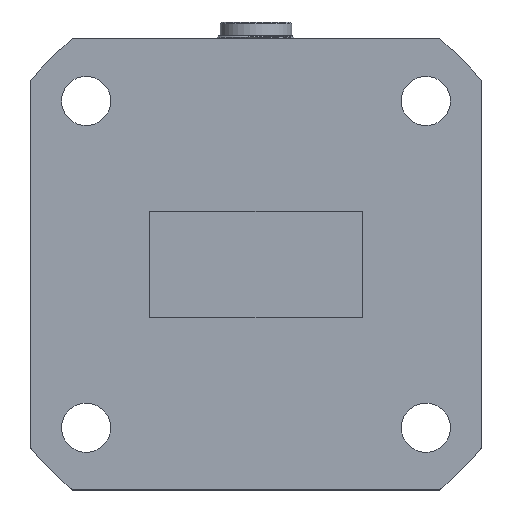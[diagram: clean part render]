
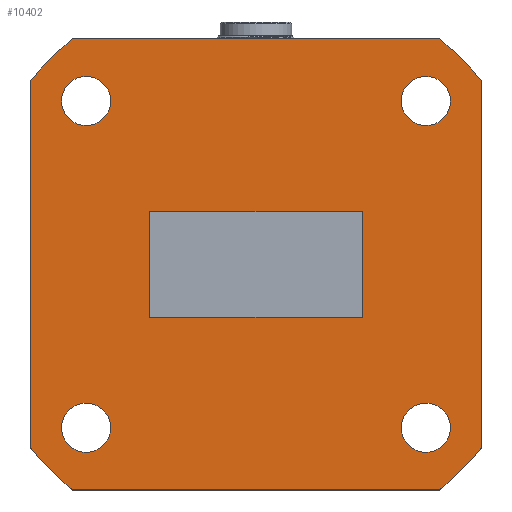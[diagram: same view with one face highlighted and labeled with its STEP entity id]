
A CAD part, top view. The second image highlights one B-rep face of the part: STEP entity #10402.
In plain terms, the highlighted planar face has unit normal (0, 0, 1).
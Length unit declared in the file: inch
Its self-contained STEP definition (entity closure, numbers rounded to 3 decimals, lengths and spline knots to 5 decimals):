
#8 = VECTOR ( 'NONE', #5631, 39.37008 ) ;
#39 = EDGE_CURVE ( 'NONE', #1096, #2333, #2486, .T. ) ;
#65 = EDGE_CURVE ( 'NONE', #205, #205, #3195, .T. ) ;
#150 = ORIENTED_EDGE ( 'NONE', *, *, #65, .F. ) ;
#205 = VERTEX_POINT ( 'NONE', #7951 ) ;
#210 = ORIENTED_EDGE ( 'NONE', *, *, #6863, .F. ) ;
#224 = EDGE_LOOP ( 'NONE', ( #649 ) ) ;
#331 = CARTESIAN_POINT ( 'NONE',  ( -0.66, -0.5372, 0. ) ) ;
#367 = EDGE_CURVE ( 'NONE', #5872, #4552, #10647, .T. ) ;
#461 = DIRECTION ( 'NONE',  ( 1., 0., 0. ) ) ;
#480 = CARTESIAN_POINT ( 'NONE',  ( -0.497, 0.478, 0. ) ) ;
#532 = CARTESIAN_POINT ( 'NONE',  ( -0.66, 0.5372, 0. ) ) ;
#649 = ORIENTED_EDGE ( 'NONE', *, *, #4113, .F. ) ;
#780 = EDGE_LOOP ( 'NONE', ( #210 ) ) ;
#992 = VERTEX_POINT ( 'NONE', #5325 ) ;
#1022 = DIRECTION ( 'NONE',  ( 0., 0., 1. ) ) ;
#1062 = CARTESIAN_POINT ( 'NONE',  ( -0.311, -0.1555, 0. ) ) ;
#1096 = VERTEX_POINT ( 'NONE', #6587 ) ;
#1262 = VERTEX_POINT ( 'NONE', #9017 ) ;
#1337 = CARTESIAN_POINT ( 'NONE',  ( 0., 0., 0. ) ) ;
#1452 = CARTESIAN_POINT ( 'NONE',  ( -0.311, 0.1555, 0. ) ) ;
#1557 = VECTOR ( 'NONE', #11429, 39.37008 ) ;
#1690 = CARTESIAN_POINT ( 'NONE',  ( 0., 0., 0. ) ) ;
#1712 = VECTOR ( 'NONE', #9459, 39.37008 ) ;
#2114 = CARTESIAN_POINT ( 'NONE',  ( -0.311, 0.1555, 0. ) ) ;
#2188 = ORIENTED_EDGE ( 'NONE', *, *, #2768, .T. ) ;
#2312 = CARTESIAN_POINT ( 'NONE',  ( -0.66, -0.66, 0. ) ) ;
#2333 = VERTEX_POINT ( 'NONE', #2114 ) ;
#2350 = DIRECTION ( 'NONE',  ( 1., 0., 0. ) ) ;
#2486 = LINE ( 'NONE', #1062, #8 ) ;
#2542 = CIRCLE ( 'NONE', #9870, 0.85099 ) ;
#2628 = CARTESIAN_POINT ( 'NONE',  ( 0.569, -0.478, 0. ) ) ;
#2655 = ORIENTED_EDGE ( 'NONE', *, *, #6793, .T. ) ;
#2690 = DIRECTION ( 'NONE',  ( 0., 0., -1. ) ) ;
#2768 = EDGE_CURVE ( 'NONE', #2333, #10657, #4071, .T. ) ;
#2917 = VECTOR ( 'NONE', #6864, 39.37008 ) ;
#3176 = CIRCLE ( 'NONE', #6705, 0.072 ) ;
#3188 = LINE ( 'NONE', #2312, #2917 ) ;
#3195 = CIRCLE ( 'NONE', #3246, 0.072 ) ;
#3246 = AXIS2_PLACEMENT_3D ( 'NONE', #8483, #1022, #9467 ) ;
#3353 = DIRECTION ( 'NONE',  ( 0., 0., 1. ) ) ;
#3424 = LINE ( 'NONE', #4860, #1557 ) ;
#3625 = AXIS2_PLACEMENT_3D ( 'NONE', #7265, #2690, #8163 ) ;
#3706 = CIRCLE ( 'NONE', #6907, 0.85099 ) ;
#4025 = DIRECTION ( 'NONE',  ( 0., 1., 0. ) ) ;
#4043 = EDGE_CURVE ( 'NONE', #9525, #9525, #3176, .T. ) ;
#4071 = LINE ( 'NONE', #1452, #8576 ) ;
#4113 = EDGE_CURVE ( 'NONE', #10400, #10400, #7543, .T. ) ;
#4174 = VECTOR ( 'NONE', #4025, 39.37008 ) ;
#4245 = DIRECTION ( 'NONE',  ( 0., -1., 0. ) ) ;
#4410 = CARTESIAN_POINT ( 'NONE',  ( -0.425, 0.478, 0. ) ) ;
#4417 = AXIS2_PLACEMENT_3D ( 'NONE', #1337, #10729, #461 ) ;
#4447 = FACE_BOUND ( 'NONE', #780, .T. ) ;
#4474 = EDGE_CURVE ( 'NONE', #10645, #10657, #11907, .T. ) ;
#4540 = CARTESIAN_POINT ( 'NONE',  ( -0.425, -0.478, 0. ) ) ;
#4552 = VERTEX_POINT ( 'NONE', #331 ) ;
#4582 = DIRECTION ( 'NONE',  ( 0., 0., -1. ) ) ;
#4612 = FACE_BOUND ( 'NONE', #4714, .T. ) ;
#4714 = EDGE_LOOP ( 'NONE', ( #12071, #2188, #11445, #9614 ) ) ;
#4785 = CARTESIAN_POINT ( 'NONE',  ( 0.66, 0.5372, 0. ) ) ;
#4825 = CARTESIAN_POINT ( 'NONE',  ( 0.66, -0.66, 0. ) ) ;
#4855 = AXIS2_PLACEMENT_3D ( 'NONE', #9028, #5062, #8853 ) ;
#4860 = CARTESIAN_POINT ( 'NONE',  ( -0.66, 0.66, 0. ) ) ;
#4953 = DIRECTION ( 'NONE',  ( 0., 0., 1. ) ) ;
#5009 = VERTEX_POINT ( 'NONE', #4540 ) ;
#5062 = DIRECTION ( 'NONE',  ( 0., 0., -1. ) ) ;
#5325 = CARTESIAN_POINT ( 'NONE',  ( 0.66, -0.5372, 0. ) ) ;
#5330 = DIRECTION ( 'NONE',  ( 0., 0., -1. ) ) ;
#5403 = EDGE_LOOP ( 'NONE', ( #8720 ) ) ;
#5602 = FACE_BOUND ( 'NONE', #224, .T. ) ;
#5631 = DIRECTION ( 'NONE',  ( 0., 1., 0. ) ) ;
#5714 = VERTEX_POINT ( 'NONE', #11214 ) ;
#5777 = ORIENTED_EDGE ( 'NONE', *, *, #9407, .T. ) ;
#5780 = EDGE_LOOP ( 'NONE', ( #150 ) ) ;
#5800 = CARTESIAN_POINT ( 'NONE',  ( 0.311, 0.1555, 0. ) ) ;
#5872 = VERTEX_POINT ( 'NONE', #532 ) ;
#5882 = DIRECTION ( 'NONE',  ( 1., 0., 0. ) ) ;
#5927 = CARTESIAN_POINT ( 'NONE',  ( 0.497, -0.478, 0. ) ) ;
#5955 = VECTOR ( 'NONE', #4245, 39.37008 ) ;
#6058 = DIRECTION ( 'NONE',  ( 1., 0., 0. ) ) ;
#6478 = FACE_BOUND ( 'NONE', #5403, .T. ) ;
#6587 = CARTESIAN_POINT ( 'NONE',  ( -0.311, -0.1555, 0. ) ) ;
#6678 = CARTESIAN_POINT ( 'NONE',  ( -0.311, -0.1555, 0. ) ) ;
#6705 = AXIS2_PLACEMENT_3D ( 'NONE', #5927, #7733, #9765 ) ;
#6793 = EDGE_CURVE ( 'NONE', #992, #10703, #9419, .T. ) ;
#6863 = EDGE_CURVE ( 'NONE', #5009, #5009, #10439, .T. ) ;
#6864 = DIRECTION ( 'NONE',  ( 1., 0., 0. ) ) ;
#6873 = CARTESIAN_POINT ( 'NONE',  ( 0.311, -0.1555, 0. ) ) ;
#6896 = ORIENTED_EDGE ( 'NONE', *, *, #7257, .F. ) ;
#6907 = AXIS2_PLACEMENT_3D ( 'NONE', #11688, #5330, #9037 ) ;
#6925 = EDGE_LOOP ( 'NONE', ( #9104, #10937, #11496, #6896, #2655, #7125, #5777, #10660 ) ) ;
#7003 = CARTESIAN_POINT ( 'NONE',  ( -0.66, -0.66, 0. ) ) ;
#7125 = ORIENTED_EDGE ( 'NONE', *, *, #11609, .T. ) ;
#7257 = EDGE_CURVE ( 'NONE', #992, #11792, #7367, .T. ) ;
#7265 = CARTESIAN_POINT ( 'NONE',  ( 0., 0., 0. ) ) ;
#7356 = AXIS2_PLACEMENT_3D ( 'NONE', #7730, #4953, #5882 ) ;
#7367 = CIRCLE ( 'NONE', #4855, 0.85099 ) ;
#7543 = CIRCLE ( 'NONE', #11484, 0.072 ) ;
#7730 = CARTESIAN_POINT ( 'NONE',  ( -0.497, -0.478, 0. ) ) ;
#7733 = DIRECTION ( 'NONE',  ( 0., 0., 1. ) ) ;
#7951 = CARTESIAN_POINT ( 'NONE',  ( 0.569, 0.478, 0. ) ) ;
#8022 = CARTESIAN_POINT ( 'NONE',  ( 0.5372, -0.66, 0. ) ) ;
#8056 = EDGE_CURVE ( 'NONE', #9798, #11792, #3188, .T. ) ;
#8163 = DIRECTION ( 'NONE',  ( -1., 0., 0. ) ) ;
#8194 = CARTESIAN_POINT ( 'NONE',  ( -0.5372, -0.66, 0. ) ) ;
#8401 = EDGE_CURVE ( 'NONE', #1096, #10645, #11890, .T. ) ;
#8483 = CARTESIAN_POINT ( 'NONE',  ( 0.497, 0.478, 0. ) ) ;
#8576 = VECTOR ( 'NONE', #6058, 39.37008 ) ;
#8720 = ORIENTED_EDGE ( 'NONE', *, *, #4043, .F. ) ;
#8814 = CIRCLE ( 'NONE', #4417, 0.85099 ) ;
#8853 = DIRECTION ( 'NONE',  ( -1., 0., 0. ) ) ;
#9017 = CARTESIAN_POINT ( 'NONE',  ( 0.5372, 0.66, 0. ) ) ;
#9028 = CARTESIAN_POINT ( 'NONE',  ( 0., 0., 0. ) ) ;
#9037 = DIRECTION ( 'NONE',  ( -1., 0., 0. ) ) ;
#9104 = ORIENTED_EDGE ( 'NONE', *, *, #367, .T. ) ;
#9148 = PLANE ( 'NONE',  #3625 ) ;
#9407 = EDGE_CURVE ( 'NONE', #1262, #5714, #3424, .T. ) ;
#9419 = LINE ( 'NONE', #4825, #4174 ) ;
#9459 = DIRECTION ( 'NONE',  ( 1., 0., 0. ) ) ;
#9467 = DIRECTION ( 'NONE',  ( 1., 0., 0. ) ) ;
#9525 = VERTEX_POINT ( 'NONE', #2628 ) ;
#9614 = ORIENTED_EDGE ( 'NONE', *, *, #8401, .F. ) ;
#9617 = DIRECTION ( 'NONE',  ( 0., 1., 0. ) ) ;
#9765 = DIRECTION ( 'NONE',  ( 1., 0., 0. ) ) ;
#9798 = VERTEX_POINT ( 'NONE', #8194 ) ;
#9870 = AXIS2_PLACEMENT_3D ( 'NONE', #1690, #4582, #11049 ) ;
#10270 = FACE_BOUND ( 'NONE', #5780, .T. ) ;
#10400 = VERTEX_POINT ( 'NONE', #4410 ) ;
#10402 = ADVANCED_FACE ( 'NONE', ( #6478, #4447, #5602, #10270, #11164, #4612 ), #9148, .F. ) ;
#10439 = CIRCLE ( 'NONE', #7356, 0.072 ) ;
#10645 = VERTEX_POINT ( 'NONE', #11234 ) ;
#10647 = LINE ( 'NONE', #7003, #5955 ) ;
#10657 = VERTEX_POINT ( 'NONE', #5800 ) ;
#10660 = ORIENTED_EDGE ( 'NONE', *, *, #11960, .F. ) ;
#10703 = VERTEX_POINT ( 'NONE', #4785 ) ;
#10729 = DIRECTION ( 'NONE',  ( 0., 0., 1. ) ) ;
#10937 = ORIENTED_EDGE ( 'NONE', *, *, #11777, .F. ) ;
#11049 = DIRECTION ( 'NONE',  ( -1., 0., 0. ) ) ;
#11164 = FACE_OUTER_BOUND ( 'NONE', #6925, .T. ) ;
#11214 = CARTESIAN_POINT ( 'NONE',  ( -0.5372, 0.66, 0. ) ) ;
#11234 = CARTESIAN_POINT ( 'NONE',  ( 0.311, -0.1555, 0. ) ) ;
#11429 = DIRECTION ( 'NONE',  ( -1., 0., 0. ) ) ;
#11445 = ORIENTED_EDGE ( 'NONE', *, *, #4474, .F. ) ;
#11484 = AXIS2_PLACEMENT_3D ( 'NONE', #480, #3353, #2350 ) ;
#11489 = VECTOR ( 'NONE', #9617, 39.37008 ) ;
#11496 = ORIENTED_EDGE ( 'NONE', *, *, #8056, .T. ) ;
#11609 = EDGE_CURVE ( 'NONE', #10703, #1262, #8814, .T. ) ;
#11688 = CARTESIAN_POINT ( 'NONE',  ( 0., 0., 0. ) ) ;
#11777 = EDGE_CURVE ( 'NONE', #9798, #4552, #3706, .T. ) ;
#11792 = VERTEX_POINT ( 'NONE', #8022 ) ;
#11890 = LINE ( 'NONE', #6678, #1712 ) ;
#11907 = LINE ( 'NONE', #6873, #11489 ) ;
#11960 = EDGE_CURVE ( 'NONE', #5872, #5714, #2542, .T. ) ;
#12071 = ORIENTED_EDGE ( 'NONE', *, *, #39, .T. ) ;
